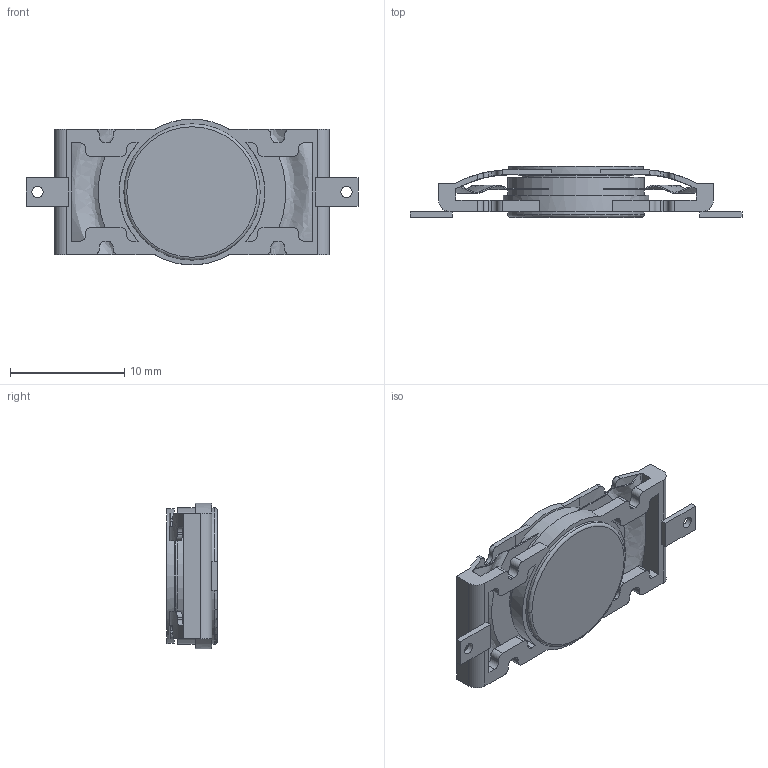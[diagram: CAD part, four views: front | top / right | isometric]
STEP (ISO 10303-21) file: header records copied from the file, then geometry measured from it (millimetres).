
FILE_DESCRIPTION(/* description */ (''),/* implementation_level */ '2;1');
FILE_NAME(/* name */ 'DAEX-9-4SM.step',/* time_stamp */ '2025-06-10T16:16:13-04:00',/* author */ (''),/* organization */ (''),/* preprocessor_version */ 'ST-DEVELOPER v20.1',/* originating_system */ 'Autodesk Translation Framework v14.10.0.0',/* authorisation */ '');
FILE_SCHEMA (('AUTOMOTIVE_DESIGN { 1 0 10303 214 3 1 1 }'));
Length unit declared in the file: millimetre
Products named in the file (1): DAEX-9-4SM
Bounding box: 29 x 4.45 x 12.73 mm (x, y, z)
Volume: 626.4 mm3; surface area: 1268.6 mm2
Topology: 1 solids, 5 shells, 247 faces, 728 edges, 488 vertices
Faces by surface type: plane 151, cylinder 79, bspline 16, torus 1
Full cylindrical faces by diameter (mm): 1 x2, 7.5 x1, 9.5 x1, 10.1 x1, 11.8 x1, 11.9 x2, 12.73 x1
Entity records: 10912 total; most frequent: CARTESIAN_POINT 4496, ORIENTED_EDGE 1456, DIRECTION 1163, EDGE_CURVE 728, VERTEX_POINT 488, LINE 433, VECTOR 433, AXIS2_PLACEMENT_3D 365
